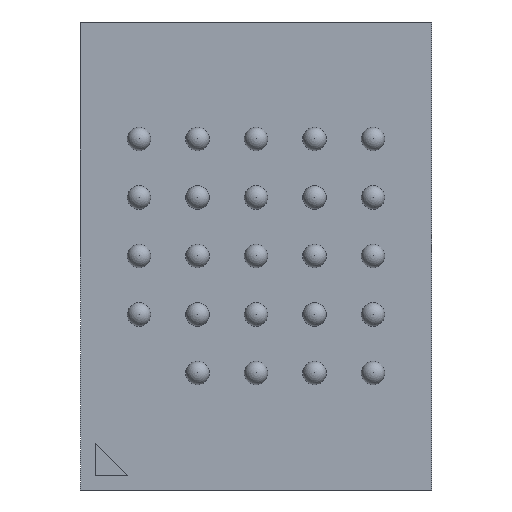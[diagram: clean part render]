
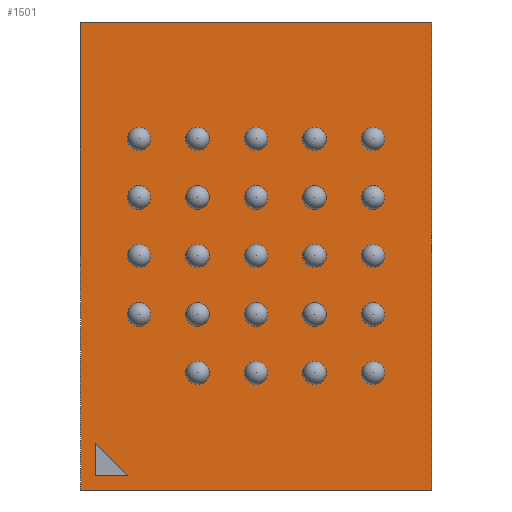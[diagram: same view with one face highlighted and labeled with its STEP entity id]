
A CAD part, front view. The second image highlights one B-rep face of the part: STEP entity #1501.
In plain terms, the highlighted planar face has unit normal (0, -1, 0).
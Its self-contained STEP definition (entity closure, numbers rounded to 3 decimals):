
#53 = EDGE_CURVE ( 'NONE', #1201, #1681, #901, .T. ) ;
#108 = LINE ( 'NONE', #352, #2199 ) ;
#259 = CARTESIAN_POINT ( 'NONE',  ( -2.75, 0.3, -3.75 ) ) ;
#269 = CARTESIAN_POINT ( 'NONE',  ( 0., 0.3, 0. ) ) ;
#271 = ORIENTED_EDGE ( 'NONE', *, *, #1278, .T. ) ;
#352 = CARTESIAN_POINT ( 'NONE',  ( -3., 0.3, 4. ) ) ;
#391 = EDGE_CURVE ( 'NONE', #2322, #2432, #1737, .T. ) ;
#393 = VECTOR ( 'NONE', #2376, 1000. ) ;
#439 = DIRECTION ( 'NONE',  ( 1., 0., 0. ) ) ;
#488 = CARTESIAN_POINT ( 'NONE',  ( -3., 0.3, -4. ) ) ;
#628 = PLANE ( 'NONE',  #2116 ) ;
#670 = CARTESIAN_POINT ( 'NONE',  ( -3., 0.3, 4. ) ) ;
#764 = VECTOR ( 'NONE', #1092, 1000. ) ;
#820 = DIRECTION ( 'NONE',  ( -0.707, 0., 0.707 ) ) ;
#838 = CARTESIAN_POINT ( 'NONE',  ( -2.2, 0.3, -3.75 ) ) ;
#844 = ORIENTED_EDGE ( 'NONE', *, *, #2616, .F. ) ;
#862 = DIRECTION ( 'NONE',  ( 0., -1., 0. ) ) ;
#869 = VERTEX_POINT ( 'NONE', #1183 ) ;
#901 = LINE ( 'NONE', #912, #1707 ) ;
#912 = CARTESIAN_POINT ( 'NONE',  ( -3., 0.3, 4. ) ) ;
#998 = CARTESIAN_POINT ( 'NONE',  ( -2.75, 0.3, -3.2 ) ) ;
#1070 = ORIENTED_EDGE ( 'NONE', *, *, #1969, .T. ) ;
#1080 = ORIENTED_EDGE ( 'NONE', *, *, #391, .T. ) ;
#1092 = DIRECTION ( 'NONE',  ( 1., 0., 0. ) ) ;
#1183 = CARTESIAN_POINT ( 'NONE',  ( -2.75, 0.3, -3.2 ) ) ;
#1201 = VERTEX_POINT ( 'NONE', #670 ) ;
#1219 = CARTESIAN_POINT ( 'NONE',  ( 3., 0.3, -4. ) ) ;
#1232 = VECTOR ( 'NONE', #1968, 1000. ) ;
#1278 = EDGE_CURVE ( 'NONE', #1681, #2322, #1300, .T. ) ;
#1283 = VECTOR ( 'NONE', #820, 1000. ) ;
#1300 = LINE ( 'NONE', #2524, #764 ) ;
#1317 = LINE ( 'NONE', #2574, #1232 ) ;
#1334 = CARTESIAN_POINT ( 'NONE',  ( 3., 0.3, 4. ) ) ;
#1379 = EDGE_LOOP ( 'NONE', ( #844, #1877, #2193 ) ) ;
#1457 = LINE ( 'NONE', #998, #393 ) ;
#1472 = ORIENTED_EDGE ( 'NONE', *, *, #53, .T. ) ;
#1501 = ADVANCED_FACE ( 'NONE', ( #1853, #1687 ), #628, .T. ) ;
#1668 = VERTEX_POINT ( 'NONE', #2141 ) ;
#1681 = VERTEX_POINT ( 'NONE', #488 ) ;
#1687 = FACE_OUTER_BOUND ( 'NONE', #2423, .T. ) ;
#1707 = VECTOR ( 'NONE', #1957, 1000. ) ;
#1737 = LINE ( 'NONE', #1975, #2347 ) ;
#1853 = FACE_BOUND ( 'NONE', #1379, .T. ) ;
#1877 = ORIENTED_EDGE ( 'NONE', *, *, #2253, .F. ) ;
#1918 = LINE ( 'NONE', #838, #1283 ) ;
#1957 = DIRECTION ( 'NONE',  ( 0., 0., -1. ) ) ;
#1968 = DIRECTION ( 'NONE',  ( 1., 0., 0. ) ) ;
#1969 = EDGE_CURVE ( 'NONE', #2432, #1201, #108, .T. ) ;
#1975 = CARTESIAN_POINT ( 'NONE',  ( 3., 0.3, 4. ) ) ;
#2116 = AXIS2_PLACEMENT_3D ( 'NONE', #269, #862, #439 ) ;
#2141 = CARTESIAN_POINT ( 'NONE',  ( -2.2, 0.3, -3.75 ) ) ;
#2188 = DIRECTION ( 'NONE',  ( 0., 0., 1. ) ) ;
#2193 = ORIENTED_EDGE ( 'NONE', *, *, #2611, .F. ) ;
#2199 = VECTOR ( 'NONE', #2580, 1000. ) ;
#2253 = EDGE_CURVE ( 'NONE', #2356, #1668, #1317, .T. ) ;
#2322 = VERTEX_POINT ( 'NONE', #1219 ) ;
#2347 = VECTOR ( 'NONE', #2188, 1000. ) ;
#2356 = VERTEX_POINT ( 'NONE', #259 ) ;
#2376 = DIRECTION ( 'NONE',  ( 0., 0., -1. ) ) ;
#2423 = EDGE_LOOP ( 'NONE', ( #1080, #1070, #1472, #271 ) ) ;
#2432 = VERTEX_POINT ( 'NONE', #1334 ) ;
#2524 = CARTESIAN_POINT ( 'NONE',  ( -3., 0.3, -4. ) ) ;
#2574 = CARTESIAN_POINT ( 'NONE',  ( -2.75, 0.3, -3.75 ) ) ;
#2580 = DIRECTION ( 'NONE',  ( -1., 0., 0. ) ) ;
#2611 = EDGE_CURVE ( 'NONE', #869, #2356, #1457, .T. ) ;
#2616 = EDGE_CURVE ( 'NONE', #1668, #869, #1918, .T. ) ;
